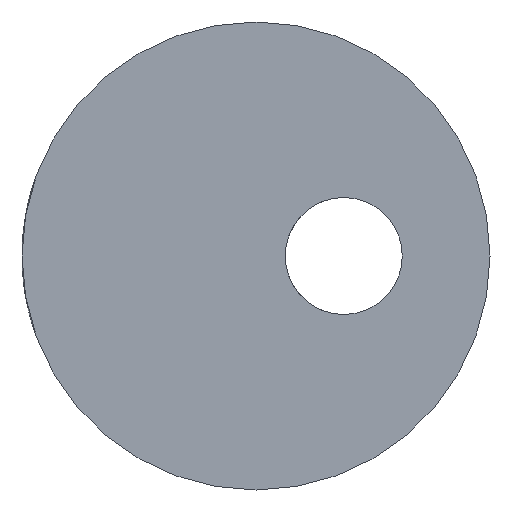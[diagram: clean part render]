
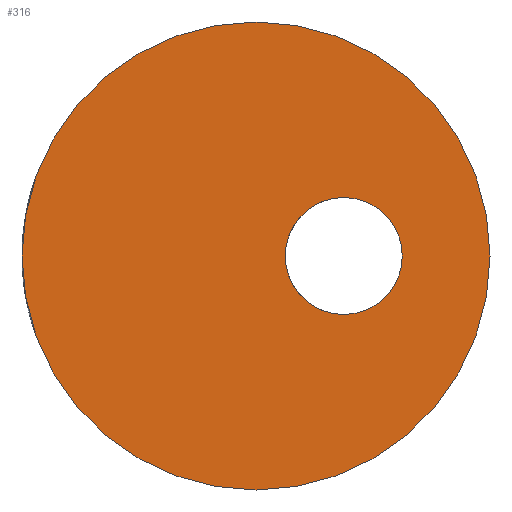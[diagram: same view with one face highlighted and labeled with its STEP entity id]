
A CAD part, left-side view. The second image highlights one B-rep face of the part: STEP entity #316.
In plain terms, the highlighted planar face has unit normal (-1, 0, 0).
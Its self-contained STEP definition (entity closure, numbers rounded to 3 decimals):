
#34=CARTESIAN_POINT('',(14.5,29.019,25.994));
#35=VERTEX_POINT('',#34);
#59=CARTESIAN_POINT('',(14.5,29.019,24.994));
#60=DIRECTION('',(1.,0.,-0.));
#61=DIRECTION('',(0.,0.,1.));
#62=AXIS2_PLACEMENT_3D('',#59,#60,#61);
#63=CIRCLE('',#62,1.);
#64=EDGE_CURVE('',#35,#35,#63,.T.);
#190=CARTESIAN_POINT('',(14.5,30.519,28.994));
#191=VERTEX_POINT('',#190);
#198=CARTESIAN_POINT('',(14.5,30.519,24.994));
#199=DIRECTION('',(1.,0.,-0.));
#200=DIRECTION('',(0.,0.,1.));
#201=AXIS2_PLACEMENT_3D('',#198,#199,#200);
#202=CIRCLE('',#201,4.);
#203=EDGE_CURVE('',#191,#191,#202,.T.);
#305=CARTESIAN_POINT('',(14.5,59.538,49.987));
#306=DIRECTION('',(1.,0.,0.));
#307=DIRECTION('',(0.,-1.,0.));
#308=AXIS2_PLACEMENT_3D('',#305,#306,#307);
#309=PLANE('',#308);
#310=ORIENTED_EDGE('',*,*,#64,.T.);
#311=EDGE_LOOP('',(#310));
#312=FACE_BOUND('',#311,.T.);
#313=ORIENTED_EDGE('',*,*,#203,.F.);
#314=EDGE_LOOP('',(#313));
#315=FACE_BOUND('',#314,.T.);
#316=ADVANCED_FACE('',(#312,#315),#309,.F.);
